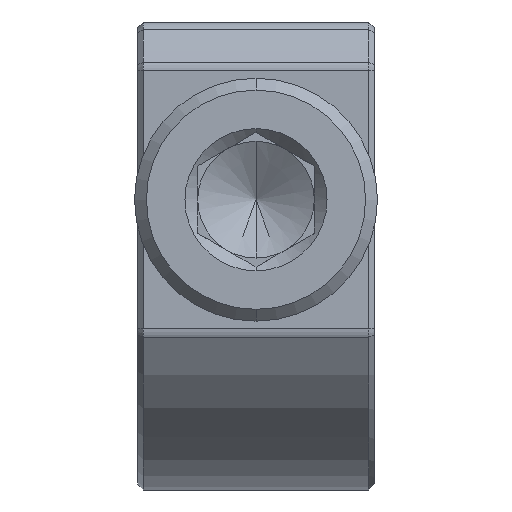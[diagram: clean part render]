
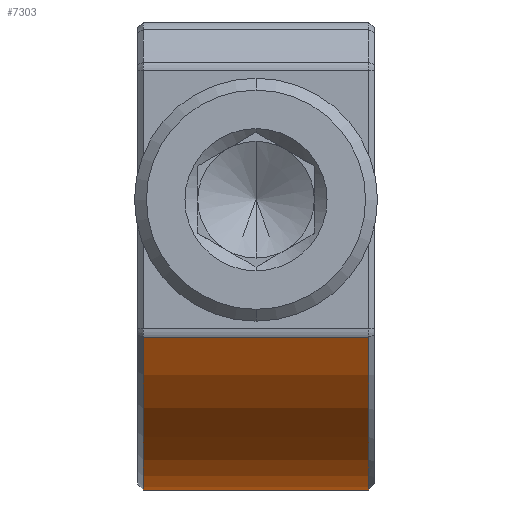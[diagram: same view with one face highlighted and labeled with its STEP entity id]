
A CAD part, left-side view. The second image highlights one B-rep face of the part: STEP entity #7303.
In plain terms, the highlighted cylindrical face has radius 12.446 mm (diameter 24.892 mm), a partial arc.
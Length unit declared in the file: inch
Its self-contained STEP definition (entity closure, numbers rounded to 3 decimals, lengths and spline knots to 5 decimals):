
#1798 = CARTESIAN_POINT ( 'NONE',  ( -0.31981, 1.20973, 2.06625 ) ) ;
#2807 = EDGE_CURVE ( 'NONE', #8484, #15142, #16642, .T. ) ;
#4531 = CARTESIAN_POINT ( 'NONE',  ( -0.31981, 1.19973, 2.06625 ) ) ;
#4675 = VERTEX_POINT ( 'NONE', #4531 ) ;
#5232 = CIRCLE ( 'NONE', #5783, 0.49 ) ;
#5373 = ORIENTED_EDGE ( 'NONE', *, *, #19825, .T. ) ;
#5783 = AXIS2_PLACEMENT_3D ( 'NONE', #10643, #22996, #12420 ) ;
#5815 = CARTESIAN_POINT ( 'NONE',  ( -0.31981, 0.81973, 2.55625 ) ) ;
#6307 = DIRECTION ( 'NONE',  ( 0., -1., 0. ) ) ;
#6425 = DIRECTION ( 'NONE',  ( 0., 0., -1. ) ) ;
#7303 = ADVANCED_FACE ( 'NONE', ( #19027 ), #20946, .T. ) ;
#7617 = DIRECTION ( 'NONE',  ( 0., 0., 1. ) ) ;
#8117 = CARTESIAN_POINT ( 'NONE',  ( -0.75123, 1.20973, 2.32391 ) ) ;
#8152 = CARTESIAN_POINT ( 'NONE',  ( -0.31981, 1.20973, 2.55625 ) ) ;
#8484 = VERTEX_POINT ( 'NONE', #17028 ) ;
#8568 = ORIENTED_EDGE ( 'NONE', *, *, #16553, .F. ) ;
#10599 = VERTEX_POINT ( 'NONE', #17245 ) ;
#10643 = CARTESIAN_POINT ( 'NONE',  ( -0.31981, 1.19973, 2.55625 ) ) ;
#10680 = AXIS2_PLACEMENT_3D ( 'NONE', #8152, #15145, #6425 ) ;
#12420 = DIRECTION ( 'NONE',  ( 0., 0., 1. ) ) ;
#12703 = LINE ( 'NONE', #8117, #21522 ) ;
#15142 = VERTEX_POINT ( 'NONE', #15327 ) ;
#15145 = DIRECTION ( 'NONE',  ( 0., -1., 0. ) ) ;
#15327 = CARTESIAN_POINT ( 'NONE',  ( -0.75123, 0.81973, 2.32391 ) ) ;
#16474 = ORIENTED_EDGE ( 'NONE', *, *, #16841, .T. ) ;
#16553 = EDGE_CURVE ( 'NONE', #10599, #15142, #12703, .T. ) ;
#16642 = CIRCLE ( 'NONE', #19068, 0.49 ) ;
#16841 = EDGE_CURVE ( 'NONE', #4675, #8484, #20910, .T. ) ;
#16923 = EDGE_LOOP ( 'NONE', ( #5373, #16474, #19428, #8568 ) ) ;
#17028 = CARTESIAN_POINT ( 'NONE',  ( -0.31981, 0.81973, 2.06625 ) ) ;
#17245 = CARTESIAN_POINT ( 'NONE',  ( -0.75123, 1.19973, 2.32391 ) ) ;
#17805 = DIRECTION ( 'NONE',  ( 0., -1., 0. ) ) ;
#18166 = DIRECTION ( 'NONE',  ( 0., 1., 0. ) ) ;
#19027 = FACE_OUTER_BOUND ( 'NONE', #16923, .T. ) ;
#19068 = AXIS2_PLACEMENT_3D ( 'NONE', #5815, #18166, #7617 ) ;
#19428 = ORIENTED_EDGE ( 'NONE', *, *, #2807, .T. ) ;
#19825 = EDGE_CURVE ( 'NONE', #10599, #4675, #5232, .T. ) ;
#20349 = VECTOR ( 'NONE', #17805, 39.37008 ) ;
#20910 = LINE ( 'NONE', #1798, #20349 ) ;
#20946 = CYLINDRICAL_SURFACE ( 'NONE', #10680, 0.49 ) ;
#21522 = VECTOR ( 'NONE', #6307, 39.37008 ) ;
#22996 = DIRECTION ( 'NONE',  ( 0., -1., 0. ) ) ;
